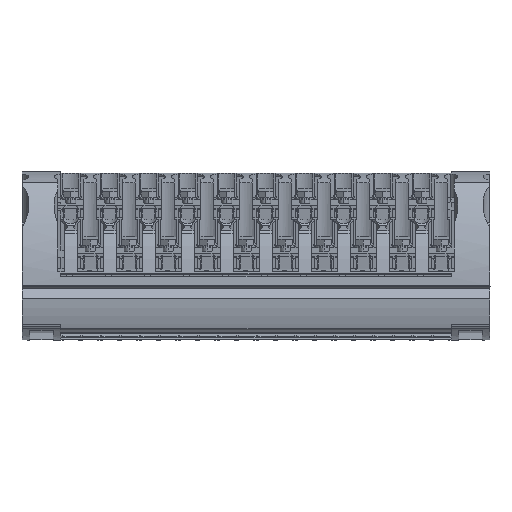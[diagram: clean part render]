
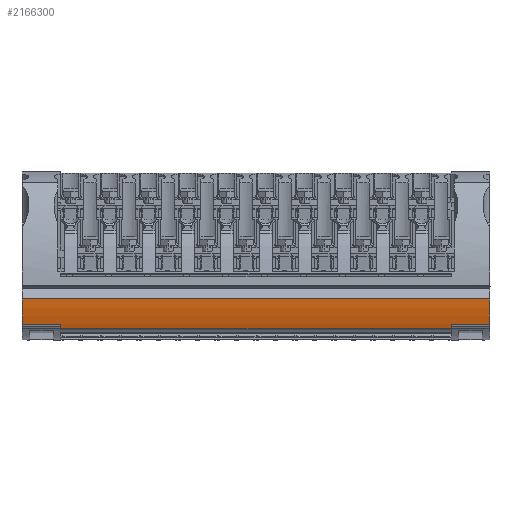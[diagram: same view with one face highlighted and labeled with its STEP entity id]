
A CAD part, front view. The second image highlights one B-rep face of the part: STEP entity #2166300.
In plain terms, the highlighted cylindrical face has radius 50 mm (diameter 100 mm), a partial arc.
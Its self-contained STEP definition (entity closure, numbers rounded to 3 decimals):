
#148610=CARTESIAN_POINT('',(-90.275,21.76,
2.83));
#148620=VERTEX_POINT('',#148610);
#148650=CARTESIAN_POINT('',(-90.275,71.591,
6.938));
#148660=DIRECTION('',(1.,0.,0.));
#148670=DIRECTION('',(0.,-1.,0.));
#148680=AXIS2_PLACEMENT_3D('',#148650,#148660,#148670);
#148690=CIRCLE('',#148680,50.);
#148700=CARTESIAN_POINT('',(-90.275,23.811,
-7.797));
#148710=VERTEX_POINT('',#148700);
#148720=EDGE_CURVE('',#148620,#148710,#148690,.T.);
#412450=CARTESIAN_POINT('',(-73.975,24.375,
-9.516));
#412460=VERTEX_POINT('',#412450);
#412730=CARTESIAN_POINT('',(-73.975,23.811,
-7.797));
#412740=VERTEX_POINT('',#412730);
#412770=CARTESIAN_POINT('',(-73.975,71.591,
6.938));
#412780=DIRECTION('',(1.,0.,0.));
#412790=DIRECTION('',(0.,-1.,0.));
#412800=AXIS2_PLACEMENT_3D('',#412770,#412780,#412790);
#412810=CIRCLE('',#412800,50.);
#412820=EDGE_CURVE('',#412740,#412460,#412810,.T.);
#434520=CARTESIAN_POINT('',(-90.775,23.811,
-7.797));
#434530=DIRECTION('',(1.,0.,0.));
#434540=VECTOR('',#434530,1.);
#434550=LINE('',#434520,#434540);
#434560=EDGE_CURVE('',#148710,#412740,#434550,.T.);
#2078230=CARTESIAN_POINT('',(105.325,23.811,
-7.797));
#2078240=VERTEX_POINT('',#2078230);
#2078270=CARTESIAN_POINT('',(105.325,71.591,
6.938));
#2078280=DIRECTION('',(1.,0.,0.));
#2078290=DIRECTION('',(0.,-1.,0.));
#2078300=AXIS2_PLACEMENT_3D('',#2078270,#2078280,#2078290);
#2078310=CIRCLE('',#2078300,50.);
#2078320=CARTESIAN_POINT('',(105.325,21.76,
2.83));
#2078330=VERTEX_POINT('',#2078320);
#2078340=EDGE_CURVE('',#2078330,#2078240,#2078310,.T.);
#2165780=CARTESIAN_POINT('',(-58.175,24.375,
-9.516));
#2165790=DIRECTION('',(1.,0.,0.));
#2165800=VECTOR('',#2165790,1.);
#2165810=LINE('',#2165780,#2165800);
#2165820=CARTESIAN_POINT('',(89.025,24.375,
-9.516));
#2165830=VERTEX_POINT('',#2165820);
#2165840=EDGE_CURVE('',#412460,#2165830,#2165810,.T.);
#2165970=CARTESIAN_POINT('',(-58.175,71.591,
6.938));
#2165980=DIRECTION('',(1.,0.,0.));
#2165990=DIRECTION('',(0.,-1.,0.));
#2166000=AXIS2_PLACEMENT_3D('',#2165970,#2165980,#2165990);
#2166010=CYLINDRICAL_SURFACE('',#2166000,50.);
#2166020=CARTESIAN_POINT('',(89.025,71.591,
6.938));
#2166030=DIRECTION('',(-1.,0.,0.));
#2166040=DIRECTION('',(0.,-1.,0.));
#2166050=AXIS2_PLACEMENT_3D('',#2166020,#2166030,#2166040);
#2166060=CIRCLE('',#2166050,50.);
#2166070=CARTESIAN_POINT('',(89.025,23.811,
-7.797));
#2166080=VERTEX_POINT('',#2166070);
#2166090=EDGE_CURVE('',#2165830,#2166080,#2166060,.T.);
#2166100=ORIENTED_EDGE('',*,*,#2166090,.T.);
#2166110=ORIENTED_EDGE('',*,*,#2165840,.T.);
#2166120=ORIENTED_EDGE('',*,*,#412820,.T.);
#2166130=ORIENTED_EDGE('',*,*,#434560,.T.);
#2166140=ORIENTED_EDGE('',*,*,#148720,.T.);
#2166150=CARTESIAN_POINT('',(-58.175,21.76,
2.83));
#2166160=DIRECTION('',(1.,0.,0.));
#2166170=VECTOR('',#2166160,1.);
#2166180=LINE('',#2166150,#2166170);
#2166190=EDGE_CURVE('',#148620,#2078330,#2166180,.T.);
#2166200=ORIENTED_EDGE('',*,*,#2166190,.F.);
#2166210=ORIENTED_EDGE('',*,*,#2078340,.F.);
#2166220=CARTESIAN_POINT('',(-58.175,23.811,
-7.797));
#2166230=DIRECTION('',(1.,0.,0.));
#2166240=VECTOR('',#2166230,1.);
#2166250=LINE('',#2166220,#2166240);
#2166260=EDGE_CURVE('',#2166080,#2078240,#2166250,.T.);
#2166270=ORIENTED_EDGE('',*,*,#2166260,.T.);
#2166280=EDGE_LOOP('',(#2166270,#2166210,#2166200,#2166140,#2166130,
#2166120,#2166110,#2166100));
#2166290=FACE_OUTER_BOUND('',#2166280,.T.);
#2166300=ADVANCED_FACE('',(#2166290),#2166010,.T.);
